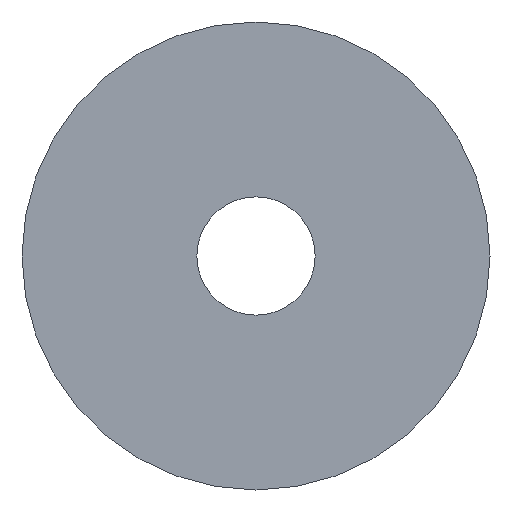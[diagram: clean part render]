
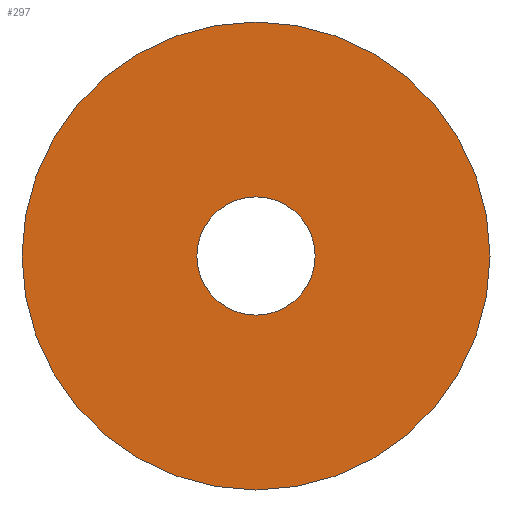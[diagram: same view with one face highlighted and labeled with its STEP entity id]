
A CAD part, left-side view. The second image highlights one B-rep face of the part: STEP entity #297.
In plain terms, the highlighted planar face has unit normal (-1, 0, 0).
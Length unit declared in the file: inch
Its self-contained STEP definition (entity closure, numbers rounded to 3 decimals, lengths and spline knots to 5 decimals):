
#7 = CARTESIAN_POINT ( 'NONE',  ( 0., 0., -6. ) ) ;
#22 = AXIS2_PLACEMENT_3D ( 'NONE', #167, #59, #151 ) ;
#32 = DIRECTION ( 'NONE',  ( 1., 0., 0. ) ) ;
#35 = CARTESIAN_POINT ( 'NONE',  ( 0., 0., 0. ) ) ;
#36 = CARTESIAN_POINT ( 'NONE',  ( 0., 6., 0. ) ) ;
#38 = DIRECTION ( 'NONE',  ( -1., 0., 0. ) ) ;
#53 = VERTEX_POINT ( 'NONE', #184 ) ;
#59 = DIRECTION ( 'NONE',  ( -1., 0., 0. ) ) ;
#65 = ORIENTED_EDGE ( 'NONE', *, *, #187, .T. ) ;
#70 = AXIS2_PLACEMENT_3D ( 'NONE', #170, #32, #288 ) ;
#83 = CIRCLE ( 'NONE', #303, 6. ) ;
#86 = VERTEX_POINT ( 'NONE', #260 ) ;
#103 = EDGE_CURVE ( 'NONE', #53, #273, #293, .T. ) ;
#105 = CARTESIAN_POINT ( 'NONE',  ( 0., 0., 1.51563 ) ) ;
#106 = EDGE_LOOP ( 'NONE', ( #65, #255 ) ) ;
#123 = DIRECTION ( 'NONE',  ( 0., 0., -1. ) ) ;
#128 = CIRCLE ( 'NONE', #22, 6. ) ;
#133 = VERTEX_POINT ( 'NONE', #7 ) ;
#134 = EDGE_CURVE ( 'NONE', #273, #53, #158, .T. ) ;
#148 = AXIS2_PLACEMENT_3D ( 'NONE', #267, #243, #123 ) ;
#150 = DIRECTION ( 'NONE',  ( 0., 0., 1. ) ) ;
#151 = DIRECTION ( 'NONE',  ( 0., 0., 1. ) ) ;
#158 = CIRCLE ( 'NONE', #148, 1.51563 ) ;
#167 = CARTESIAN_POINT ( 'NONE',  ( 0., 0., 0. ) ) ;
#170 = CARTESIAN_POINT ( 'NONE',  ( 0., 0., 0. ) ) ;
#179 = ORIENTED_EDGE ( 'NONE', *, *, #134, .T. ) ;
#184 = CARTESIAN_POINT ( 'NONE',  ( 0., 0., -1.51563 ) ) ;
#187 = EDGE_CURVE ( 'NONE', #86, #133, #83, .T. ) ;
#202 = ORIENTED_EDGE ( 'NONE', *, *, #103, .T. ) ;
#219 = DIRECTION ( 'NONE',  ( 1., 0., 0. ) ) ;
#240 = DIRECTION ( 'NONE',  ( 0., 0., -1. ) ) ;
#243 = DIRECTION ( 'NONE',  ( 1., 0., 0. ) ) ;
#247 = PLANE ( 'NONE',  #302 ) ;
#255 = ORIENTED_EDGE ( 'NONE', *, *, #277, .T. ) ;
#260 = CARTESIAN_POINT ( 'NONE',  ( 0., 0., 6. ) ) ;
#267 = CARTESIAN_POINT ( 'NONE',  ( 0., 0., 0. ) ) ;
#273 = VERTEX_POINT ( 'NONE', #105 ) ;
#275 = EDGE_LOOP ( 'NONE', ( #202, #179 ) ) ;
#277 = EDGE_CURVE ( 'NONE', #133, #86, #128, .T. ) ;
#288 = DIRECTION ( 'NONE',  ( 0., 0., -1. ) ) ;
#289 = FACE_OUTER_BOUND ( 'NONE', #106, .T. ) ;
#291 = FACE_BOUND ( 'NONE', #275, .T. ) ;
#293 = CIRCLE ( 'NONE', #70, 1.51563 ) ;
#297 = ADVANCED_FACE ( 'NONE', ( #291, #289 ), #247, .F. ) ;
#302 = AXIS2_PLACEMENT_3D ( 'NONE', #36, #219, #240 ) ;
#303 = AXIS2_PLACEMENT_3D ( 'NONE', #35, #38, #150 ) ;
